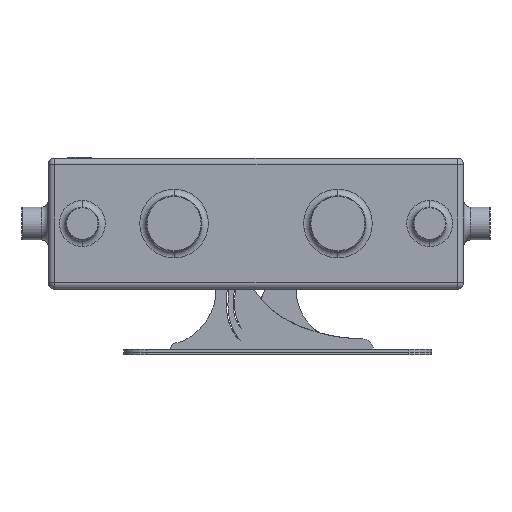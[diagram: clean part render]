
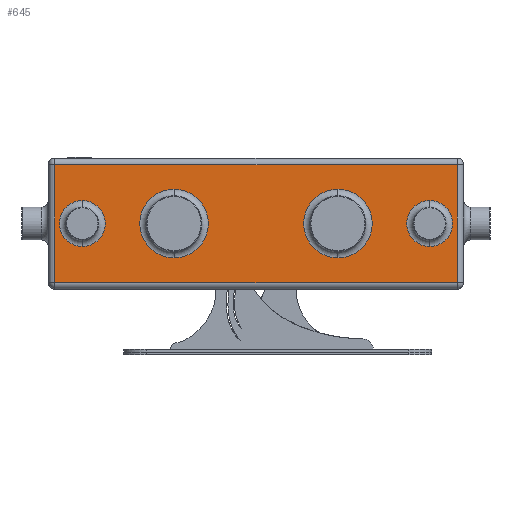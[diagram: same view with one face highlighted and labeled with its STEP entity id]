
A CAD part, left-side view. The second image highlights one B-rep face of the part: STEP entity #645.
In plain terms, the highlighted planar face has unit normal (-1, 0, 0).
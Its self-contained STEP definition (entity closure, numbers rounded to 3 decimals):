
#166 = LINE ( 'NONE', #14817, #26183 ) ;
#211 = CIRCLE ( 'NONE', #14240, 26.2 ) ;
#502 = ORIENTED_EDGE ( 'NONE', *, *, #29627, .T. ) ;
#645 = ADVANCED_FACE ( 'NONE', ( #23076, #12402, #16325, #2172, #21484 ), #7788, .F. ) ;
#725 = LINE ( 'NONE', #8745, #22384 ) ;
#1134 = VERTEX_POINT ( 'NONE', #3817 ) ;
#1409 = ORIENTED_EDGE ( 'NONE', *, *, #30671, .T. ) ;
#1555 = CARTESIAN_POINT ( 'NONE',  ( -50., -132.5, 0. ) ) ;
#1768 = CARTESIAN_POINT ( 'NONE',  ( -50., 62.5, -26.2 ) ) ;
#1859 = DIRECTION ( 'NONE',  ( 1., 0., 0. ) ) ;
#1933 = ORIENTED_EDGE ( 'NONE', *, *, #11956, .T. ) ;
#2172 = FACE_BOUND ( 'NONE', #31947, .T. ) ;
#2200 = CARTESIAN_POINT ( 'NONE',  ( -50., 62.5, 0. ) ) ;
#2227 = CIRCLE ( 'NONE', #20499, 26.2 ) ;
#2582 = ORIENTED_EDGE ( 'NONE', *, *, #18882, .T. ) ;
#2804 = ORIENTED_EDGE ( 'NONE', *, *, #11795, .T. ) ;
#3817 = CARTESIAN_POINT ( 'NONE',  ( -50., -153.5, -45. ) ) ;
#4510 = EDGE_LOOP ( 'NONE', ( #21688, #17983 ) ) ;
#4540 = CIRCLE ( 'NONE', #5808, 17.5 ) ;
#4690 = VERTEX_POINT ( 'NONE', #30706 ) ;
#4829 = CARTESIAN_POINT ( 'NONE',  ( -50., -62.5, 0. ) ) ;
#4890 = VERTEX_POINT ( 'NONE', #32536 ) ;
#4920 = ORIENTED_EDGE ( 'NONE', *, *, #28962, .T. ) ;
#4946 = CIRCLE ( 'NONE', #12059, 17.5 ) ;
#4999 = CIRCLE ( 'NONE', #16306, 26.2 ) ;
#5357 = DIRECTION ( 'NONE',  ( 0., 0., -1. ) ) ;
#5759 = CARTESIAN_POINT ( 'NONE',  ( -50., -153.5, 45. ) ) ;
#5808 = AXIS2_PLACEMENT_3D ( 'NONE', #1555, #24359, #11771 ) ;
#6798 = CARTESIAN_POINT ( 'NONE',  ( -50., -132.5, 0. ) ) ;
#6920 = AXIS2_PLACEMENT_3D ( 'NONE', #25435, #10636, #5357 ) ;
#7040 = DIRECTION ( 'NONE',  ( 0., 0., -1. ) ) ;
#7066 = DIRECTION ( 'NONE',  ( 0., 0., -1. ) ) ;
#7216 = VERTEX_POINT ( 'NONE', #12647 ) ;
#7788 = PLANE ( 'NONE',  #6920 ) ;
#8550 = EDGE_CURVE ( 'NONE', #29634, #1134, #12954, .T. ) ;
#8584 = DIRECTION ( 'NONE',  ( 0., -1., 0. ) ) ;
#8745 = CARTESIAN_POINT ( 'NONE',  ( -50., -153.5, 50. ) ) ;
#8762 = CARTESIAN_POINT ( 'NONE',  ( -50., 132.5, -17.5 ) ) ;
#8888 = ORIENTED_EDGE ( 'NONE', *, *, #8550, .T. ) ;
#8949 = DIRECTION ( 'NONE',  ( 0., 0., 1. ) ) ;
#9100 = CARTESIAN_POINT ( 'NONE',  ( -50., 132.5, 0. ) ) ;
#9197 = VERTEX_POINT ( 'NONE', #14773 ) ;
#9339 = DIRECTION ( 'NONE',  ( 0., 0., -1. ) ) ;
#9534 = DIRECTION ( 'NONE',  ( 0., 0., -1. ) ) ;
#10003 = CARTESIAN_POINT ( 'NONE',  ( -50., -62.5, -26.2 ) ) ;
#10636 = DIRECTION ( 'NONE',  ( 1., 0., 0. ) ) ;
#11457 = VERTEX_POINT ( 'NONE', #1768 ) ;
#11480 = DIRECTION ( 'NONE',  ( 1., 0., 0. ) ) ;
#11505 = EDGE_CURVE ( 'NONE', #11457, #26635, #2227, .T. ) ;
#11771 = DIRECTION ( 'NONE',  ( 0., 0., -1. ) ) ;
#11795 = EDGE_CURVE ( 'NONE', #4690, #23603, #30523, .T. ) ;
#11796 = CARTESIAN_POINT ( 'NONE',  ( -50., -132.5, 17.5 ) ) ;
#11956 = EDGE_CURVE ( 'NONE', #21258, #9197, #4946, .T. ) ;
#12059 = AXIS2_PLACEMENT_3D ( 'NONE', #6798, #24661, #9534 ) ;
#12104 = DIRECTION ( 'NONE',  ( 0., 0., -1. ) ) ;
#12402 = FACE_BOUND ( 'NONE', #4510, .T. ) ;
#12647 = CARTESIAN_POINT ( 'NONE',  ( -50., -62.5, 26.2 ) ) ;
#12954 = LINE ( 'NONE', #13616, #32223 ) ;
#13616 = CARTESIAN_POINT ( 'NONE',  ( -50., -158.5, -45. ) ) ;
#13727 = DIRECTION ( 'NONE',  ( 1., 0., 0. ) ) ;
#14240 = AXIS2_PLACEMENT_3D ( 'NONE', #17239, #29986, #12104 ) ;
#14773 = CARTESIAN_POINT ( 'NONE',  ( -50., -132.5, -17.5 ) ) ;
#14817 = CARTESIAN_POINT ( 'NONE',  ( -50., -158.5, 45. ) ) ;
#16302 = DIRECTION ( 'NONE',  ( 0., 0., -1. ) ) ;
#16306 = AXIS2_PLACEMENT_3D ( 'NONE', #24074, #11480, #16302 ) ;
#16325 = FACE_BOUND ( 'NONE', #17560, .T. ) ;
#16328 = CARTESIAN_POINT ( 'NONE',  ( -50., 62.5, 26.2 ) ) ;
#16651 = VERTEX_POINT ( 'NONE', #10003 ) ;
#17239 = CARTESIAN_POINT ( 'NONE',  ( -50., 62.5, 0. ) ) ;
#17482 = ORIENTED_EDGE ( 'NONE', *, *, #20471, .T. ) ;
#17560 = EDGE_LOOP ( 'NONE', ( #20726, #17482 ) ) ;
#17983 = ORIENTED_EDGE ( 'NONE', *, *, #28046, .T. ) ;
#18882 = EDGE_CURVE ( 'NONE', #1134, #27533, #725, .T. ) ;
#19610 = DIRECTION ( 'NONE',  ( 0., 0., -1. ) ) ;
#20471 = EDGE_CURVE ( 'NONE', #7216, #16651, #20868, .T. ) ;
#20499 = AXIS2_PLACEMENT_3D ( 'NONE', #2200, #29905, #19610 ) ;
#20726 = ORIENTED_EDGE ( 'NONE', *, *, #27700, .T. ) ;
#20868 = CIRCLE ( 'NONE', #20974, 26.2 ) ;
#20974 = AXIS2_PLACEMENT_3D ( 'NONE', #4829, #1859, #7040 ) ;
#21258 = VERTEX_POINT ( 'NONE', #11796 ) ;
#21484 = FACE_BOUND ( 'NONE', #25010, .T. ) ;
#21688 = ORIENTED_EDGE ( 'NONE', *, *, #11505, .T. ) ;
#21906 = CARTESIAN_POINT ( 'NONE',  ( -50., 132.5, 0. ) ) ;
#22125 = DIRECTION ( 'NONE',  ( 0., 1., 0. ) ) ;
#22158 = CARTESIAN_POINT ( 'NONE',  ( -50., 153.5, 50. ) ) ;
#22384 = VECTOR ( 'NONE', #8949, 1000. ) ;
#23076 = FACE_OUTER_BOUND ( 'NONE', #24662, .T. ) ;
#23239 = ORIENTED_EDGE ( 'NONE', *, *, #27995, .T. ) ;
#23603 = VERTEX_POINT ( 'NONE', #8762 ) ;
#24074 = CARTESIAN_POINT ( 'NONE',  ( -50., -62.5, 0. ) ) ;
#24359 = DIRECTION ( 'NONE',  ( 1., 0., 0. ) ) ;
#24463 = DIRECTION ( 'NONE',  ( 1., 0., 0. ) ) ;
#24661 = DIRECTION ( 'NONE',  ( 1., 0., 0. ) ) ;
#24662 = EDGE_LOOP ( 'NONE', ( #4920, #502, #8888, #2582 ) ) ;
#25010 = EDGE_LOOP ( 'NONE', ( #23239, #1933 ) ) ;
#25435 = CARTESIAN_POINT ( 'NONE',  ( -50., -158.5, 50. ) ) ;
#26183 = VECTOR ( 'NONE', #22125, 1000. ) ;
#26423 = DIRECTION ( 'NONE',  ( 0., 0., -1. ) ) ;
#26635 = VERTEX_POINT ( 'NONE', #16328 ) ;
#27533 = VERTEX_POINT ( 'NONE', #5759 ) ;
#27700 = EDGE_CURVE ( 'NONE', #16651, #7216, #4999, .T. ) ;
#27995 = EDGE_CURVE ( 'NONE', #9197, #21258, #4540, .T. ) ;
#28046 = EDGE_CURVE ( 'NONE', #26635, #11457, #211, .T. ) ;
#28941 = CIRCLE ( 'NONE', #31195, 17.5 ) ;
#28962 = EDGE_CURVE ( 'NONE', #27533, #4890, #166, .T. ) ;
#29588 = CARTESIAN_POINT ( 'NONE',  ( -50., 153.5, -45. ) ) ;
#29627 = EDGE_CURVE ( 'NONE', #4890, #29634, #30909, .T. ) ;
#29634 = VERTEX_POINT ( 'NONE', #29588 ) ;
#29905 = DIRECTION ( 'NONE',  ( 1., 0., 0. ) ) ;
#29986 = DIRECTION ( 'NONE',  ( 1., 0., 0. ) ) ;
#30523 = CIRCLE ( 'NONE', #31825, 17.5 ) ;
#30671 = EDGE_CURVE ( 'NONE', #23603, #4690, #28941, .T. ) ;
#30706 = CARTESIAN_POINT ( 'NONE',  ( -50., 132.5, 17.5 ) ) ;
#30909 = LINE ( 'NONE', #22158, #31697 ) ;
#31195 = AXIS2_PLACEMENT_3D ( 'NONE', #21906, #24463, #9339 ) ;
#31697 = VECTOR ( 'NONE', #7066, 1000. ) ;
#31825 = AXIS2_PLACEMENT_3D ( 'NONE', #9100, #13727, #26423 ) ;
#31947 = EDGE_LOOP ( 'NONE', ( #1409, #2804 ) ) ;
#32223 = VECTOR ( 'NONE', #8584, 1000. ) ;
#32536 = CARTESIAN_POINT ( 'NONE',  ( -50., 153.5, 45. ) ) ;
